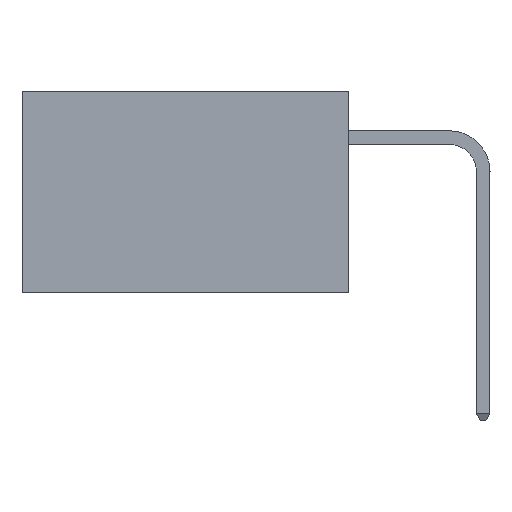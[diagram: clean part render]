
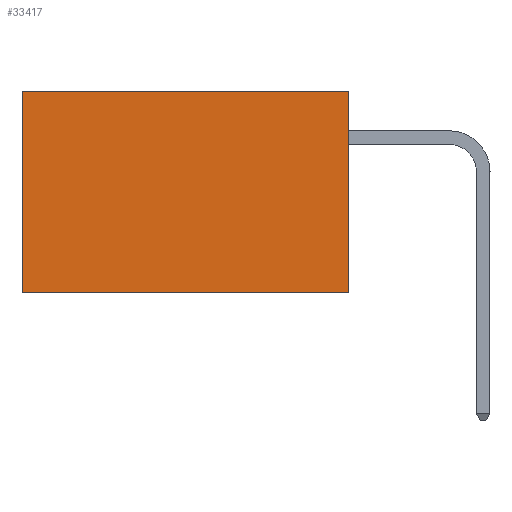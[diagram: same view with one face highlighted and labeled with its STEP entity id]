
A CAD part, left-side view. The second image highlights one B-rep face of the part: STEP entity #33417.
In plain terms, the highlighted planar face has unit normal (-1, 0, 0).
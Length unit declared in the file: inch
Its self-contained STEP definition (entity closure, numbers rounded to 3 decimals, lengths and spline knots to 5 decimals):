
#1506 = AXIS2_PLACEMENT_3D ( 'NONE', #27074, #29880, #13317 ) ;
#2195 = CARTESIAN_POINT ( 'NONE',  ( 0.2875, 0., 0. ) ) ;
#3291 = VERTEX_POINT ( 'NONE', #17002 ) ;
#5016 = EDGE_CURVE ( 'NONE', #12485, #3291, #7948, .T. ) ;
#5684 = CARTESIAN_POINT ( 'NONE',  ( 0.2875, 0., 0. ) ) ;
#6018 = CARTESIAN_POINT ( 'NONE',  ( 0.2875, 0.6, -0.37 ) ) ;
#7662 = PLANE ( 'NONE',  #1506 ) ;
#7948 = LINE ( 'NONE', #5684, #29244 ) ;
#9436 = ORIENTED_EDGE ( 'NONE', *, *, #35296, .F. ) ;
#11110 = DIRECTION ( 'NONE',  ( 0., 1., 0. ) ) ;
#11283 = VECTOR ( 'NONE', #27203, 39.37008 ) ;
#12485 = VERTEX_POINT ( 'NONE', #33810 ) ;
#13317 = DIRECTION ( 'NONE',  ( 0., 0., -1. ) ) ;
#17002 = CARTESIAN_POINT ( 'NONE',  ( 0.2875, 0.6, 0. ) ) ;
#17886 = LINE ( 'NONE', #33621, #25163 ) ;
#19428 = ORIENTED_EDGE ( 'NONE', *, *, #33465, .T. ) ;
#19539 = LINE ( 'NONE', #24418, #11283 ) ;
#21414 = ORIENTED_EDGE ( 'NONE', *, *, #5016, .T. ) ;
#24418 = CARTESIAN_POINT ( 'NONE',  ( 0.2875, 0.6, 0. ) ) ;
#25163 = VECTOR ( 'NONE', #28093, 39.37008 ) ;
#27074 = CARTESIAN_POINT ( 'NONE',  ( 0.2875, 0., 0. ) ) ;
#27203 = DIRECTION ( 'NONE',  ( 0., 0., -1. ) ) ;
#28043 = EDGE_LOOP ( 'NONE', ( #19428, #32954, #9436, #21414 ) ) ;
#28092 = LINE ( 'NONE', #2195, #35367 ) ;
#28093 = DIRECTION ( 'NONE',  ( 0., 1., 0. ) ) ;
#29244 = VECTOR ( 'NONE', #11110, 39.37008 ) ;
#29880 = DIRECTION ( 'NONE',  ( 1., 0., 0. ) ) ;
#30049 = DIRECTION ( 'NONE',  ( 0., 0., -1. ) ) ;
#31922 = CARTESIAN_POINT ( 'NONE',  ( 0.2875, 0., -0.37 ) ) ;
#32311 = VERTEX_POINT ( 'NONE', #6018 ) ;
#32954 = ORIENTED_EDGE ( 'NONE', *, *, #33020, .F. ) ;
#33020 = EDGE_CURVE ( 'NONE', #34367, #32311, #17886, .T. ) ;
#33417 = ADVANCED_FACE ( 'NONE', ( #34198 ), #7662, .F. ) ;
#33465 = EDGE_CURVE ( 'NONE', #3291, #32311, #19539, .T. ) ;
#33621 = CARTESIAN_POINT ( 'NONE',  ( 0.2875, 0., -0.37 ) ) ;
#33810 = CARTESIAN_POINT ( 'NONE',  ( 0.2875, 0., 0. ) ) ;
#34198 = FACE_OUTER_BOUND ( 'NONE', #28043, .T. ) ;
#34367 = VERTEX_POINT ( 'NONE', #31922 ) ;
#35296 = EDGE_CURVE ( 'NONE', #12485, #34367, #28092, .T. ) ;
#35367 = VECTOR ( 'NONE', #30049, 39.37008 ) ;
